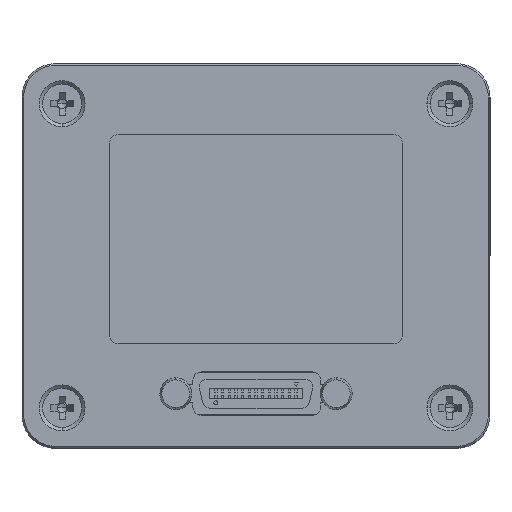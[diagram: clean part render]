
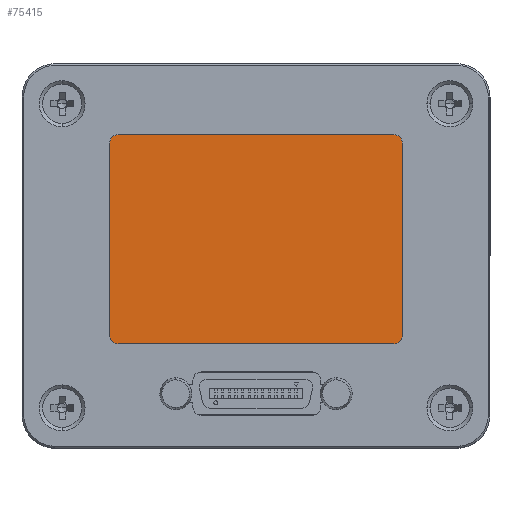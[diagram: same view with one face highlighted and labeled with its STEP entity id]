
A CAD part, top view. The second image highlights one B-rep face of the part: STEP entity #75415.
In plain terms, the highlighted planar face has unit normal (0, 0, 1).
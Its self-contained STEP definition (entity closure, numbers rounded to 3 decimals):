
#23 = CARTESIAN_POINT ( 'NONE',  ( 16.5, 14.5, 27.99 ) ) ;
#1207 = CARTESIAN_POINT ( 'NONE',  ( -16.5, -9.5, 27.99 ) ) ;
#2591 = CARTESIAN_POINT ( 'NONE',  ( -16.5, 13.5, 27.99 ) ) ;
#3792 = DIRECTION ( 'NONE',  ( 1., 0., 0. ) ) ;
#4585 = LINE ( 'NONE', #81835, #26403 ) ;
#4926 = VERTEX_POINT ( 'NONE', #44765 ) ;
#5956 = CARTESIAN_POINT ( 'NONE',  ( 16.5, -9.5, 27.99 ) ) ;
#6292 = CARTESIAN_POINT ( 'NONE',  ( 17.5, -9.5, 27.99 ) ) ;
#8865 = LINE ( 'NONE', #28171, #93757 ) ;
#9457 = CARTESIAN_POINT ( 'NONE',  ( -17.5, -9.5, 27.99 ) ) ;
#9493 = DIRECTION ( 'NONE',  ( 1., 0., 0. ) ) ;
#10845 = DIRECTION ( 'NONE',  ( 1., 0., 0. ) ) ;
#10942 = EDGE_CURVE ( 'NONE', #59191, #17238, #93191, .T. ) ;
#11270 = CARTESIAN_POINT ( 'NONE',  ( -17.5, 13.5, 27.99 ) ) ;
#11689 = VERTEX_POINT ( 'NONE', #71789 ) ;
#12111 = ORIENTED_EDGE ( 'NONE', *, *, #29188, .T. ) ;
#12725 = ORIENTED_EDGE ( 'NONE', *, *, #69193, .T. ) ;
#13093 = CARTESIAN_POINT ( 'NONE',  ( 17.5, 13.5, 27.99 ) ) ;
#13763 = CARTESIAN_POINT ( 'NONE',  ( 17.5, 13.5, 27.99 ) ) ;
#14214 = DIRECTION ( 'NONE',  ( 1., 0., 0. ) ) ;
#14257 = CARTESIAN_POINT ( 'NONE',  ( 16.5, 13.5, 27.99 ) ) ;
#17238 = VERTEX_POINT ( 'NONE', #6292 ) ;
#19797 = VERTEX_POINT ( 'NONE', #11270 ) ;
#19830 = EDGE_CURVE ( 'NONE', #36778, #11689, #8865, .T. ) ;
#19976 = VERTEX_POINT ( 'NONE', #13763 ) ;
#22512 = DIRECTION ( 'NONE',  ( 1., 0., 0. ) ) ;
#24379 = DIRECTION ( 'NONE',  ( 0., -1., 0. ) ) ;
#24750 = LINE ( 'NONE', #101948, #41455 ) ;
#26403 = VECTOR ( 'NONE', #24379, 1000. ) ;
#27234 = AXIS2_PLACEMENT_3D ( 'NONE', #1207, #58700, #9493 ) ;
#28171 = CARTESIAN_POINT ( 'NONE',  ( -16.5, 14.5, 27.99 ) ) ;
#29188 = EDGE_CURVE ( 'NONE', #11689, #19797, #86828, .T. ) ;
#30247 = ORIENTED_EDGE ( 'NONE', *, *, #106305, .T. ) ;
#36778 = VERTEX_POINT ( 'NONE', #23 ) ;
#41455 = VECTOR ( 'NONE', #3792, 1000. ) ;
#43074 = ORIENTED_EDGE ( 'NONE', *, *, #62550, .T. ) ;
#44765 = CARTESIAN_POINT ( 'NONE',  ( -16.5, -10.5, 27.99 ) ) ;
#45283 = CARTESIAN_POINT ( 'NONE',  ( -16.5, -9.5, 27.99 ) ) ;
#48080 = AXIS2_PLACEMENT_3D ( 'NONE', #14257, #71760, #22512 ) ;
#49891 = AXIS2_PLACEMENT_3D ( 'NONE', #5956, #63407, #14214 ) ;
#50419 = VERTEX_POINT ( 'NONE', #9457 ) ;
#50794 = AXIS2_PLACEMENT_3D ( 'NONE', #45283, #102826, #53562 ) ;
#51106 = ORIENTED_EDGE ( 'NONE', *, *, #51774, .T. ) ;
#51774 = EDGE_CURVE ( 'NONE', #50419, #4926, #67580, .T. ) ;
#53562 = DIRECTION ( 'NONE',  ( 1., 0., 0. ) ) ;
#58700 = DIRECTION ( 'NONE',  ( 0., 0., 1. ) ) ;
#59191 = VERTEX_POINT ( 'NONE', #101858 ) ;
#59298 = CIRCLE ( 'NONE', #48080, 1. ) ;
#60076 = DIRECTION ( 'NONE',  ( 0., 0., 1. ) ) ;
#60125 = LINE ( 'NONE', #13093, #81975 ) ;
#62550 = EDGE_CURVE ( 'NONE', #19797, #50419, #4585, .T. ) ;
#63407 = DIRECTION ( 'NONE',  ( 0., 0., 1. ) ) ;
#67580 = CIRCLE ( 'NONE', #27234, 1. ) ;
#68265 = AXIS2_PLACEMENT_3D ( 'NONE', #2591, #60076, #10845 ) ;
#69193 = EDGE_CURVE ( 'NONE', #4926, #59191, #24750, .T. ) ;
#71760 = DIRECTION ( 'NONE',  ( 0., 0., 1. ) ) ;
#71789 = CARTESIAN_POINT ( 'NONE',  ( -16.5, 14.5, 27.99 ) ) ;
#75135 = FACE_OUTER_BOUND ( 'NONE', #96022, .T. ) ;
#75415 = ADVANCED_FACE ( 'NONE', ( #75135 ), #102460, .T. ) ;
#75757 = ORIENTED_EDGE ( 'NONE', *, *, #81032, .T. ) ;
#77324 = DIRECTION ( 'NONE',  ( -1., 0., 0. ) ) ;
#79421 = ORIENTED_EDGE ( 'NONE', *, *, #19830, .T. ) ;
#80200 = DIRECTION ( 'NONE',  ( 0., 1., 0. ) ) ;
#81032 = EDGE_CURVE ( 'NONE', #19976, #36778, #59298, .T. ) ;
#81835 = CARTESIAN_POINT ( 'NONE',  ( -17.5, 13.5, 27.99 ) ) ;
#81975 = VECTOR ( 'NONE', #80200, 1000. ) ;
#86828 = CIRCLE ( 'NONE', #68265, 1. ) ;
#93191 = CIRCLE ( 'NONE', #49891, 1. ) ;
#93757 = VECTOR ( 'NONE', #77324, 1000. ) ;
#96022 = EDGE_LOOP ( 'NONE', ( #12111, #43074, #51106, #12725, #102902, #30247, #75757, #79421 ) ) ;
#101858 = CARTESIAN_POINT ( 'NONE',  ( 16.5, -10.5, 27.99 ) ) ;
#101948 = CARTESIAN_POINT ( 'NONE',  ( -16.5, -10.5, 27.99 ) ) ;
#102460 = PLANE ( 'NONE',  #50794 ) ;
#102826 = DIRECTION ( 'NONE',  ( 0., 0., 1. ) ) ;
#102902 = ORIENTED_EDGE ( 'NONE', *, *, #10942, .T. ) ;
#106305 = EDGE_CURVE ( 'NONE', #17238, #19976, #60125, .T. ) ;
